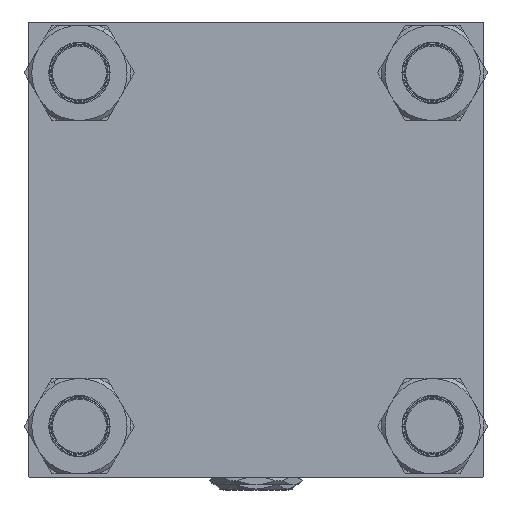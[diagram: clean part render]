
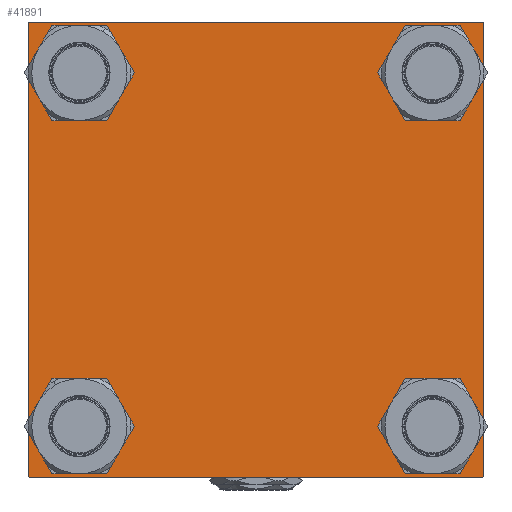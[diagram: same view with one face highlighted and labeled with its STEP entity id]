
A CAD part, left-side view. The second image highlights one B-rep face of the part: STEP entity #41891.
In plain terms, the highlighted planar face has unit normal (-1, 0, 0).
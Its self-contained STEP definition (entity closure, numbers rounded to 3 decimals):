
#260 = CARTESIAN_POINT ( 'NONE',  ( 0., 95.1, 95.1 ) ) ;
#330 = VERTEX_POINT ( 'NONE', #13016 ) ;
#555 = AXIS2_PLACEMENT_3D ( 'NONE', #27752, #16308, #7586 ) ;
#866 = VERTEX_POINT ( 'NONE', #17995 ) ;
#1192 = CIRCLE ( 'NONE', #37654, 15.5 ) ;
#1328 = EDGE_CURVE ( 'NONE', #47675, #43100, #23082, .T. ) ;
#1429 = CARTESIAN_POINT ( 'NONE',  ( 0., 95.1, -110.6 ) ) ;
#1501 = DIRECTION ( 'NONE',  ( 1., 0., 0. ) ) ;
#2111 = FACE_OUTER_BOUND ( 'NONE', #41003, .T. ) ;
#2218 = CARTESIAN_POINT ( 'NONE',  ( 0., 122.5, 122.5 ) ) ;
#2242 = CARTESIAN_POINT ( 'NONE',  ( 0., 95.1, -95.1 ) ) ;
#2850 = DIRECTION ( 'NONE',  ( 1., 0., 0. ) ) ;
#3330 = VERTEX_POINT ( 'NONE', #44445 ) ;
#3520 = VECTOR ( 'NONE', #34858, 1000. ) ;
#4424 = DIRECTION ( 'NONE',  ( 0., 0., 1. ) ) ;
#4595 = ORIENTED_EDGE ( 'NONE', *, *, #37543, .F. ) ;
#4685 = CIRCLE ( 'NONE', #28432, 15.5 ) ;
#5007 = EDGE_CURVE ( 'NONE', #10764, #47268, #10464, .T. ) ;
#5845 = CARTESIAN_POINT ( 'NONE',  ( 0., 122., -122.5 ) ) ;
#6296 = AXIS2_PLACEMENT_3D ( 'NONE', #38745, #35542, #47218 ) ;
#6324 = CARTESIAN_POINT ( 'NONE',  ( 0., 122.25, 122.25 ) ) ;
#6503 = DIRECTION ( 'NONE',  ( 0., 0.707, 0.707 ) ) ;
#6533 = CIRCLE ( 'NONE', #555, 15.5 ) ;
#7263 = CARTESIAN_POINT ( 'NONE',  ( 0., -95.1, -110.6 ) ) ;
#7416 = EDGE_CURVE ( 'NONE', #3330, #23554, #41064, .T. ) ;
#7586 = DIRECTION ( 'NONE',  ( 0., 0., 1. ) ) ;
#8006 = ORIENTED_EDGE ( 'NONE', *, *, #32547, .T. ) ;
#8306 = VERTEX_POINT ( 'NONE', #22914 ) ;
#8548 = DIRECTION ( 'NONE',  ( 0., -1., 0. ) ) ;
#8617 = VECTOR ( 'NONE', #31057, 1000. ) ;
#8764 = DIRECTION ( 'NONE',  ( 1., 0., 0. ) ) ;
#8771 = DIRECTION ( 'NONE',  ( 0., 0., 1. ) ) ;
#9813 = DIRECTION ( 'NONE',  ( 0., 0., 1. ) ) ;
#10464 = CIRCLE ( 'NONE', #38428, 15.5 ) ;
#10593 = CARTESIAN_POINT ( 'NONE',  ( 0., 122.5, 122. ) ) ;
#10764 = VERTEX_POINT ( 'NONE', #13485 ) ;
#11382 = FACE_BOUND ( 'NONE', #22020, .T. ) ;
#11522 = VECTOR ( 'NONE', #43053, 1000. ) ;
#12206 = DIRECTION ( 'NONE',  ( 1., 0., 0. ) ) ;
#12690 = DIRECTION ( 'NONE',  ( 0., -0.707, 0.707 ) ) ;
#12986 = DIRECTION ( 'NONE',  ( 0., 0., 1. ) ) ;
#13016 = CARTESIAN_POINT ( 'NONE',  ( 0., 122., 122.5 ) ) ;
#13254 = EDGE_LOOP ( 'NONE', ( #43221, #21915 ) ) ;
#13485 = CARTESIAN_POINT ( 'NONE',  ( 0., 95.1, 79.6 ) ) ;
#14101 = AXIS2_PLACEMENT_3D ( 'NONE', #25389, #1501, #29108 ) ;
#14251 = EDGE_LOOP ( 'NONE', ( #41032, #42787 ) ) ;
#15355 = FACE_BOUND ( 'NONE', #14251, .T. ) ;
#15982 = LINE ( 'NONE', #32175, #22659 ) ;
#16153 = LINE ( 'NONE', #49306, #16245 ) ;
#16245 = VECTOR ( 'NONE', #12690, 1000. ) ;
#16308 = DIRECTION ( 'NONE',  ( 1., 0., 0. ) ) ;
#17995 = CARTESIAN_POINT ( 'NONE',  ( 0., 122.5, -122. ) ) ;
#18288 = DIRECTION ( 'NONE',  ( 1., 0., 0. ) ) ;
#18384 = LINE ( 'NONE', #38824, #11522 ) ;
#18666 = EDGE_CURVE ( 'NONE', #24473, #22623, #46840, .T. ) ;
#20050 = VERTEX_POINT ( 'NONE', #42010 ) ;
#20299 = EDGE_CURVE ( 'NONE', #36970, #8306, #42214, .T. ) ;
#20338 = EDGE_CURVE ( 'NONE', #47268, #10764, #30370, .T. ) ;
#21359 = VECTOR ( 'NONE', #24088, 1000. ) ;
#21635 = CARTESIAN_POINT ( 'NONE',  ( 0., -122.25, 122.25 ) ) ;
#21915 = ORIENTED_EDGE ( 'NONE', *, *, #44949, .T. ) ;
#22020 = EDGE_LOOP ( 'NONE', ( #40966, #25173 ) ) ;
#22623 = VERTEX_POINT ( 'NONE', #34847 ) ;
#22659 = VECTOR ( 'NONE', #8548, 1000. ) ;
#22744 = EDGE_CURVE ( 'NONE', #330, #22623, #15982, .T. ) ;
#22882 = ORIENTED_EDGE ( 'NONE', *, *, #18666, .T. ) ;
#22914 = CARTESIAN_POINT ( 'NONE',  ( 0., -95.1, -79.6 ) ) ;
#23082 = LINE ( 'NONE', #42477, #8617 ) ;
#23110 = ORIENTED_EDGE ( 'NONE', *, *, #20299, .T. ) ;
#23554 = VERTEX_POINT ( 'NONE', #28194 ) ;
#24088 = DIRECTION ( 'NONE',  ( 0., 0., -1. ) ) ;
#24473 = VERTEX_POINT ( 'NONE', #32603 ) ;
#24595 = CARTESIAN_POINT ( 'NONE',  ( 0., 95.1, 95.1 ) ) ;
#24932 = CARTESIAN_POINT ( 'NONE',  ( 0., 95.1, -95.1 ) ) ;
#25173 = ORIENTED_EDGE ( 'NONE', *, *, #7416, .T. ) ;
#25389 = CARTESIAN_POINT ( 'NONE',  ( 0., -95.1, -95.1 ) ) ;
#26085 = EDGE_LOOP ( 'NONE', ( #48831, #23110 ) ) ;
#26231 = DIRECTION ( 'NONE',  ( 0., 0.707, -0.707 ) ) ;
#26309 = CARTESIAN_POINT ( 'NONE',  ( 0., 95.1, -79.6 ) ) ;
#27151 = ORIENTED_EDGE ( 'NONE', *, *, #48929, .T. ) ;
#27268 = CARTESIAN_POINT ( 'NONE',  ( 0., -95.1, -95.1 ) ) ;
#27752 = CARTESIAN_POINT ( 'NONE',  ( 0., -95.1, 95.1 ) ) ;
#28058 = DIRECTION ( 'NONE',  ( 1., 0., 0. ) ) ;
#28194 = CARTESIAN_POINT ( 'NONE',  ( 0., -95.1, 110.6 ) ) ;
#28220 = EDGE_CURVE ( 'NONE', #330, #47775, #38439, .T. ) ;
#28432 = AXIS2_PLACEMENT_3D ( 'NONE', #24932, #8764, #12986 ) ;
#29108 = DIRECTION ( 'NONE',  ( 0., 0., 1. ) ) ;
#29496 = AXIS2_PLACEMENT_3D ( 'NONE', #27268, #2850, #31265 ) ;
#30370 = CIRCLE ( 'NONE', #43921, 15.5 ) ;
#31057 = DIRECTION ( 'NONE',  ( 0., -1., 0. ) ) ;
#31265 = DIRECTION ( 'NONE',  ( 0., 0., 1. ) ) ;
#32175 = CARTESIAN_POINT ( 'NONE',  ( 0., 122.5, 122.5 ) ) ;
#32547 = EDGE_CURVE ( 'NONE', #43100, #20050, #16153, .T. ) ;
#32603 = CARTESIAN_POINT ( 'NONE',  ( 0., -122.5, 122. ) ) ;
#32980 = CARTESIAN_POINT ( 'NONE',  ( 0., 95.1, 110.6 ) ) ;
#33844 = DIRECTION ( 'NONE',  ( 0., 0., 1. ) ) ;
#33983 = ORIENTED_EDGE ( 'NONE', *, *, #28220, .T. ) ;
#34751 = CARTESIAN_POINT ( 'NONE',  ( 0., -95.1, 95.1 ) ) ;
#34764 = FACE_BOUND ( 'NONE', #26085, .T. ) ;
#34847 = CARTESIAN_POINT ( 'NONE',  ( 0., -122., 122.5 ) ) ;
#34858 = DIRECTION ( 'NONE',  ( 0., 0., -1. ) ) ;
#34931 = EDGE_CURVE ( 'NONE', #47775, #866, #47578, .T. ) ;
#35130 = ORIENTED_EDGE ( 'NONE', *, *, #22744, .F. ) ;
#35528 = CARTESIAN_POINT ( 'NONE',  ( 0., -122.5, 122.5 ) ) ;
#35542 = DIRECTION ( 'NONE',  ( -1., 0., 0. ) ) ;
#35789 = LINE ( 'NONE', #35528, #21359 ) ;
#36970 = VERTEX_POINT ( 'NONE', #7263 ) ;
#37543 = EDGE_CURVE ( 'NONE', #24473, #20050, #35789, .T. ) ;
#37654 = AXIS2_PLACEMENT_3D ( 'NONE', #2242, #49756, #33844 ) ;
#37836 = CARTESIAN_POINT ( 'NONE',  ( 0., -122., -122.5 ) ) ;
#38428 = AXIS2_PLACEMENT_3D ( 'NONE', #260, #12206, #8771 ) ;
#38439 = LINE ( 'NONE', #6324, #39856 ) ;
#38745 = CARTESIAN_POINT ( 'NONE',  ( 0., 0., 0. ) ) ;
#38824 = CARTESIAN_POINT ( 'NONE',  ( 0., 122.25, -122.25 ) ) ;
#39366 = AXIS2_PLACEMENT_3D ( 'NONE', #34751, #18288, #9813 ) ;
#39856 = VECTOR ( 'NONE', #26231, 1000. ) ;
#40382 = CIRCLE ( 'NONE', #14101, 15.5 ) ;
#40966 = ORIENTED_EDGE ( 'NONE', *, *, #50897, .T. ) ;
#41003 = EDGE_LOOP ( 'NONE', ( #43378, #27151, #41163, #8006, #4595, #22882, #35130, #33983 ) ) ;
#41032 = ORIENTED_EDGE ( 'NONE', *, *, #20338, .T. ) ;
#41064 = CIRCLE ( 'NONE', #39366, 15.5 ) ;
#41146 = EDGE_CURVE ( 'NONE', #43991, #43630, #1192, .T. ) ;
#41163 = ORIENTED_EDGE ( 'NONE', *, *, #1328, .T. ) ;
#41891 = ADVANCED_FACE ( 'NONE', ( #11382, #34764, #42705, #15355, #2111 ), #51447, .T. ) ;
#42010 = CARTESIAN_POINT ( 'NONE',  ( 0., -122.5, -122. ) ) ;
#42214 = CIRCLE ( 'NONE', #29496, 15.5 ) ;
#42477 = CARTESIAN_POINT ( 'NONE',  ( 0., 122.5, -122.5 ) ) ;
#42705 = FACE_BOUND ( 'NONE', #13254, .T. ) ;
#42787 = ORIENTED_EDGE ( 'NONE', *, *, #5007, .T. ) ;
#43053 = DIRECTION ( 'NONE',  ( 0., -0.707, -0.707 ) ) ;
#43100 = VERTEX_POINT ( 'NONE', #37836 ) ;
#43221 = ORIENTED_EDGE ( 'NONE', *, *, #41146, .T. ) ;
#43378 = ORIENTED_EDGE ( 'NONE', *, *, #34931, .T. ) ;
#43630 = VERTEX_POINT ( 'NONE', #1429 ) ;
#43921 = AXIS2_PLACEMENT_3D ( 'NONE', #24595, #28058, #4424 ) ;
#43991 = VERTEX_POINT ( 'NONE', #26309 ) ;
#44445 = CARTESIAN_POINT ( 'NONE',  ( 0., -95.1, 79.6 ) ) ;
#44949 = EDGE_CURVE ( 'NONE', #43630, #43991, #4685, .T. ) ;
#46840 = LINE ( 'NONE', #21635, #50460 ) ;
#47218 = DIRECTION ( 'NONE',  ( 0., 0., 1. ) ) ;
#47268 = VERTEX_POINT ( 'NONE', #32980 ) ;
#47578 = LINE ( 'NONE', #2218, #3520 ) ;
#47675 = VERTEX_POINT ( 'NONE', #5845 ) ;
#47775 = VERTEX_POINT ( 'NONE', #10593 ) ;
#48831 = ORIENTED_EDGE ( 'NONE', *, *, #50705, .T. ) ;
#48929 = EDGE_CURVE ( 'NONE', #866, #47675, #18384, .T. ) ;
#49306 = CARTESIAN_POINT ( 'NONE',  ( 0., -122.25, -122.25 ) ) ;
#49756 = DIRECTION ( 'NONE',  ( 1., 0., 0. ) ) ;
#50460 = VECTOR ( 'NONE', #6503, 1000. ) ;
#50705 = EDGE_CURVE ( 'NONE', #8306, #36970, #40382, .T. ) ;
#50897 = EDGE_CURVE ( 'NONE', #23554, #3330, #6533, .T. ) ;
#51447 = PLANE ( 'NONE',  #6296 ) ;
